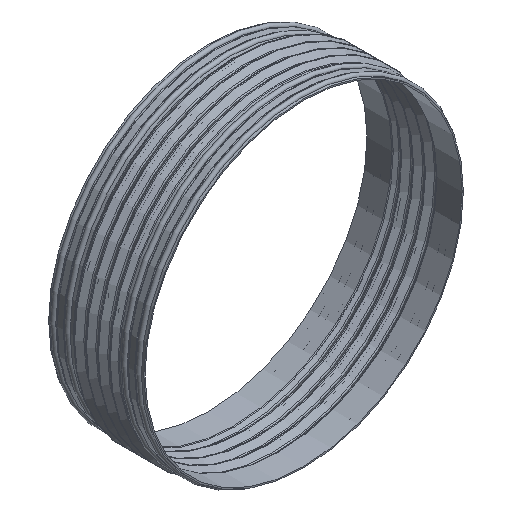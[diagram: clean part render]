
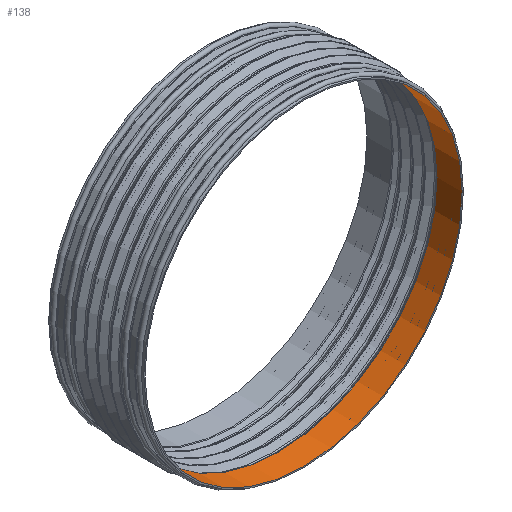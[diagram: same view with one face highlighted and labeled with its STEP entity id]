
A CAD part, isometric view. The second image highlights one B-rep face of the part: STEP entity #138.
In plain terms, the highlighted cylindrical face has radius 250 mm (diameter 500 mm), a full revolution.
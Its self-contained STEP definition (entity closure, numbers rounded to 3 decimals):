
#138 = ADVANCED_FACE( '', ( #360, #361 ), #362, .F. );
#360 = FACE_OUTER_BOUND( '', #711, .T. );
#361 = FACE_OUTER_BOUND( '', #712, .T. );
#362 = CYLINDRICAL_SURFACE( '', #713, 250. );
#711 = EDGE_LOOP( '', ( #1092 ) );
#712 = EDGE_LOOP( '', ( #1093 ) );
#713 = AXIS2_PLACEMENT_3D( '', #1094, #1095, #1096 );
#1092 = ORIENTED_EDGE( '', *, *, #1714, .T. );
#1093 = ORIENTED_EDGE( '', *, *, #1756, .F. );
#1094 = CARTESIAN_POINT( '', ( 0., 0., 0. ) );
#1095 = DIRECTION( '', ( 0., 1., 0. ) );
#1096 = DIRECTION( '', ( 0., 0., -1. ) );
#1714 = EDGE_CURVE( '', #1979, #1979, #1980, .T. );
#1756 = EDGE_CURVE( '', #2045, #2045, #2046, .T. );
#1979 = VERTEX_POINT( '', #2355 );
#1980 = CIRCLE( '', #2356, 250. );
#2045 = VERTEX_POINT( '', #2434 );
#2046 = CIRCLE( '', #2435, 250. );
#2355 = CARTESIAN_POINT( '', ( 0., 0., -250. ) );
#2356 = AXIS2_PLACEMENT_3D( '', #2803, #2804, #2805 );
#2434 = CARTESIAN_POINT( '', ( 0., 39.5, -250. ) );
#2435 = AXIS2_PLACEMENT_3D( '', #2861, #2862, #2863 );
#2803 = CARTESIAN_POINT( '', ( 0., 0., 0. ) );
#2804 = DIRECTION( '', ( 0., -1., 0. ) );
#2805 = DIRECTION( '', ( 0., 0., -1. ) );
#2861 = CARTESIAN_POINT( '', ( 0., 39.5, 0. ) );
#2862 = DIRECTION( '', ( 0., -1., 0. ) );
#2863 = DIRECTION( '', ( 0., 0., -1. ) );
